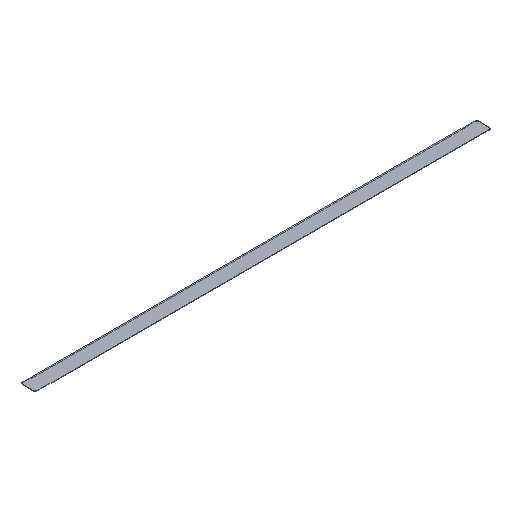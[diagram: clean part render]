
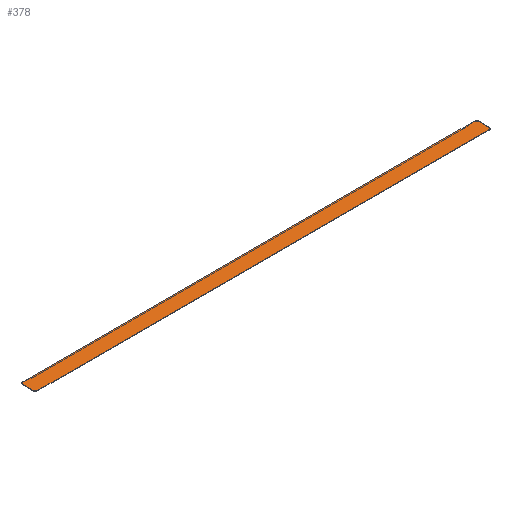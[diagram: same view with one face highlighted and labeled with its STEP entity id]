
A CAD part, isometric view. The second image highlights one B-rep face of the part: STEP entity #378.
In plain terms, the highlighted planar face has unit normal (0, 0, 1).
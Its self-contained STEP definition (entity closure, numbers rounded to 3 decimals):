
#1 = VERTEX_POINT ( 'NONE', #725 ) ;
#4 = AXIS2_PLACEMENT_3D ( 'NONE', #177, #589, #247 ) ;
#13 = DIRECTION ( 'NONE',  ( 0., 0., 1. ) ) ;
#14 = EDGE_LOOP ( 'NONE', ( #155, #663, #430, #205, #204, #97, #316, #620 ) ) ;
#18 = EDGE_CURVE ( 'NONE', #394, #641, #243, .T. ) ;
#34 = LINE ( 'NONE', #760, #565 ) ;
#43 = EDGE_CURVE ( 'NONE', #531, #73, #467, .T. ) ;
#55 = DIRECTION ( 'NONE',  ( 0., 1., 0. ) ) ;
#73 = VERTEX_POINT ( 'NONE', #731 ) ;
#91 = EDGE_CURVE ( 'NONE', #641, #719, #486, .T. ) ;
#97 = ORIENTED_EDGE ( 'NONE', *, *, #226, .T. ) ;
#113 = CARTESIAN_POINT ( 'NONE',  ( -443.25, 9.5, 0. ) ) ;
#120 = FACE_OUTER_BOUND ( 'NONE', #14, .T. ) ;
#125 = CARTESIAN_POINT ( 'NONE',  ( -438.25, -9.5, 0. ) ) ;
#127 = DIRECTION ( 'NONE',  ( 0., 0., 1. ) ) ;
#138 = VERTEX_POINT ( 'NONE', #217 ) ;
#144 = CARTESIAN_POINT ( 'NONE',  ( 438.25, 9.5, 0. ) ) ;
#146 = CARTESIAN_POINT ( 'NONE',  ( -443.25, 14.5, 0. ) ) ;
#155 = ORIENTED_EDGE ( 'NONE', *, *, #560, .T. ) ;
#156 = DIRECTION ( 'NONE',  ( -1., 0., 0. ) ) ;
#161 = DIRECTION ( 'NONE',  ( 1., 0., 0. ) ) ;
#177 = CARTESIAN_POINT ( 'NONE',  ( 0., 0., 0. ) ) ;
#184 = PLANE ( 'NONE',  #4 ) ;
#204 = ORIENTED_EDGE ( 'NONE', *, *, #360, .T. ) ;
#205 = ORIENTED_EDGE ( 'NONE', *, *, #426, .T. ) ;
#217 = CARTESIAN_POINT ( 'NONE',  ( -443.25, -9.5, 0. ) ) ;
#223 = AXIS2_PLACEMENT_3D ( 'NONE', #144, #13, #327 ) ;
#224 = LINE ( 'NONE', #347, #483 ) ;
#226 = EDGE_CURVE ( 'NONE', #1, #531, #224, .T. ) ;
#243 = LINE ( 'NONE', #146, #728 ) ;
#247 = DIRECTION ( 'NONE',  ( 1., 0., 0. ) ) ;
#248 = CARTESIAN_POINT ( 'NONE',  ( 438.25, -14.5, 0. ) ) ;
#255 = AXIS2_PLACEMENT_3D ( 'NONE', #508, #272, #451 ) ;
#260 = CIRCLE ( 'NONE', #223, 5. ) ;
#272 = DIRECTION ( 'NONE',  ( 0., 0., 1. ) ) ;
#289 = AXIS2_PLACEMENT_3D ( 'NONE', #125, #127, #480 ) ;
#316 = ORIENTED_EDGE ( 'NONE', *, *, #43, .T. ) ;
#317 = CIRCLE ( 'NONE', #289, 5. ) ;
#327 = DIRECTION ( 'NONE',  ( 1., 0., 0. ) ) ;
#337 = CARTESIAN_POINT ( 'NONE',  ( 443.25, 9.5, 0. ) ) ;
#339 = CARTESIAN_POINT ( 'NONE',  ( -438.25, 14.5, 0. ) ) ;
#347 = CARTESIAN_POINT ( 'NONE',  ( -443.25, -14.5, 0. ) ) ;
#360 = EDGE_CURVE ( 'NONE', #138, #1, #317, .T. ) ;
#378 = ADVANCED_FACE ( 'NONE', ( #120 ), #184, .T. ) ;
#394 = VERTEX_POINT ( 'NONE', #471 ) ;
#426 = EDGE_CURVE ( 'NONE', #719, #138, #34, .T. ) ;
#430 = ORIENTED_EDGE ( 'NONE', *, *, #91, .T. ) ;
#451 = DIRECTION ( 'NONE',  ( 1., 0., 0. ) ) ;
#452 = EDGE_CURVE ( 'NONE', #73, #653, #651, .T. ) ;
#467 = CIRCLE ( 'NONE', #255, 5. ) ;
#471 = CARTESIAN_POINT ( 'NONE',  ( 438.25, 14.5, 0. ) ) ;
#480 = DIRECTION ( 'NONE',  ( 1., 0., 0. ) ) ;
#483 = VECTOR ( 'NONE', #161, 1000. ) ;
#486 = CIRCLE ( 'NONE', #724, 5. ) ;
#508 = CARTESIAN_POINT ( 'NONE',  ( 438.25, -9.5, 0. ) ) ;
#531 = VERTEX_POINT ( 'NONE', #248 ) ;
#559 = DIRECTION ( 'NONE',  ( 0., 0., 1. ) ) ;
#560 = EDGE_CURVE ( 'NONE', #653, #394, #260, .T. ) ;
#565 = VECTOR ( 'NONE', #703, 1000. ) ;
#589 = DIRECTION ( 'NONE',  ( 0., 0., 1. ) ) ;
#620 = ORIENTED_EDGE ( 'NONE', *, *, #452, .T. ) ;
#641 = VERTEX_POINT ( 'NONE', #339 ) ;
#642 = VECTOR ( 'NONE', #55, 1000. ) ;
#651 = LINE ( 'NONE', #761, #642 ) ;
#653 = VERTEX_POINT ( 'NONE', #337 ) ;
#663 = ORIENTED_EDGE ( 'NONE', *, *, #18, .T. ) ;
#668 = CARTESIAN_POINT ( 'NONE',  ( -438.25, 9.5, 0. ) ) ;
#675 = DIRECTION ( 'NONE',  ( 1., 0., 0. ) ) ;
#703 = DIRECTION ( 'NONE',  ( 0., -1., 0. ) ) ;
#719 = VERTEX_POINT ( 'NONE', #113 ) ;
#724 = AXIS2_PLACEMENT_3D ( 'NONE', #668, #559, #675 ) ;
#725 = CARTESIAN_POINT ( 'NONE',  ( -438.25, -14.5, 0. ) ) ;
#728 = VECTOR ( 'NONE', #156, 1000. ) ;
#731 = CARTESIAN_POINT ( 'NONE',  ( 443.25, -9.5, 0. ) ) ;
#760 = CARTESIAN_POINT ( 'NONE',  ( -443.25, 14.5, 0. ) ) ;
#761 = CARTESIAN_POINT ( 'NONE',  ( 443.25, 14.5, 0. ) ) ;
